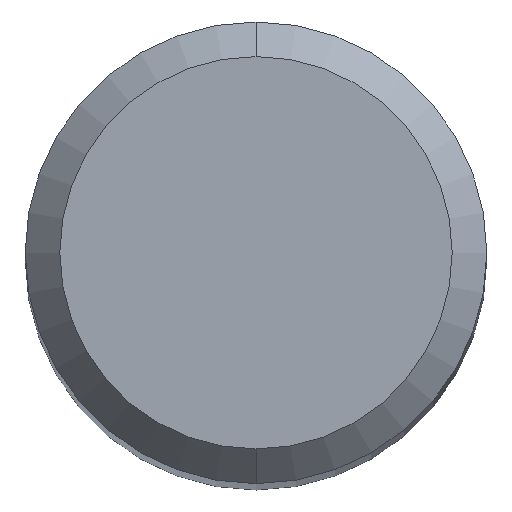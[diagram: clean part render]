
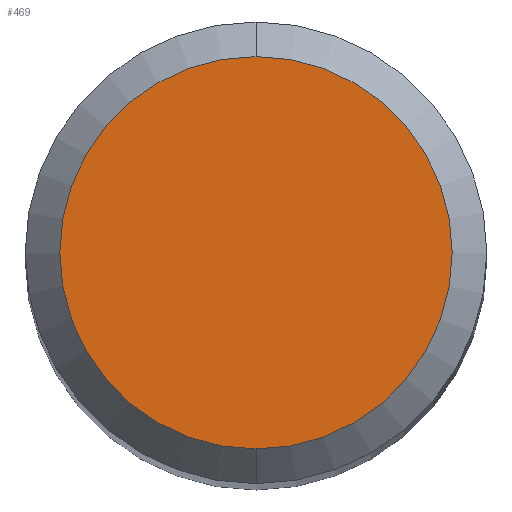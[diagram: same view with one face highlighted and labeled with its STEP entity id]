
A CAD part, top view. The second image highlights one B-rep face of the part: STEP entity #469.
In plain terms, the highlighted planar face has unit normal (0, 0, 1).
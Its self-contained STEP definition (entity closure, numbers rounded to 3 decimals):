
#193=VERTEX_POINT('',#524);
#221=EDGE_CURVE('',#193,#255,#555,.T.);
#255=VERTEX_POINT('',#597);
#383=EDGE_CURVE('',#255,#193,#735,.T.);
#469=ADVANCED_FACE('',(#829),#830,.T.);
#524=CARTESIAN_POINT('',(0.0,1.7,0.0));
#555=CIRCLE('',#943,1.7);
#597=CARTESIAN_POINT('',(0.,-1.7,0.0));
#735=CIRCLE('',#1269,1.7);
#829=FACE_OUTER_BOUND('',#1456,.T.);
#830=PLANE('',#1457);
#943=AXIS2_PLACEMENT_3D('',#1574,#1575,#1576);
#1269=AXIS2_PLACEMENT_3D('',#1808,#1809,#1810);
#1456=EDGE_LOOP('',(#1913,#1914));
#1457=AXIS2_PLACEMENT_3D('',#1915,#1916,#1917);
#1574=CARTESIAN_POINT('',(0.0,0.0,0.0));
#1575=DIRECTION('',(0.0,0.0,-1.0));
#1576=DIRECTION('',(0.0,1.0,0.0));
#1808=CARTESIAN_POINT('',(0.0,0.0,0.0));
#1809=DIRECTION('',(0.0,0.0,-1.0));
#1810=DIRECTION('',(0.0,1.0,0.0));
#1913=ORIENTED_EDGE('',*,*,#221,.F.);
#1914=ORIENTED_EDGE('',*,*,#383,.F.);
#1915=CARTESIAN_POINT('',(0.0,0.85,0.0));
#1916=DIRECTION('',(-0.0,0.0,1.0));
#1917=DIRECTION('',(0.0,-1.0,0.0));
